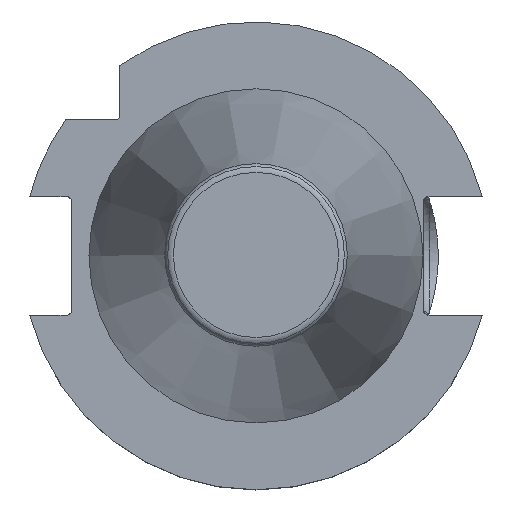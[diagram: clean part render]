
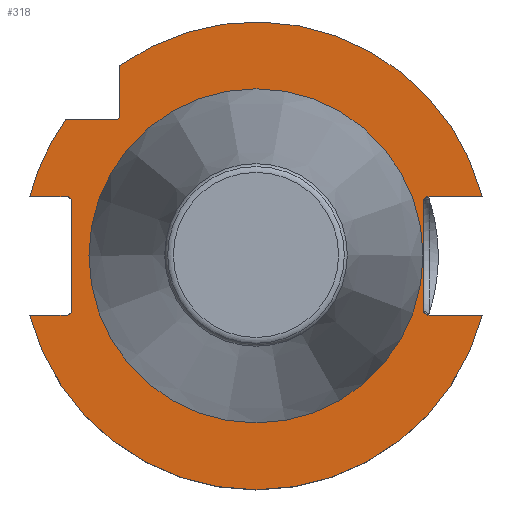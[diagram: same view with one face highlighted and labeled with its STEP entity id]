
A CAD part, top view. The second image highlights one B-rep face of the part: STEP entity #318.
In plain terms, the highlighted planar face has unit normal (0, 0, 1).
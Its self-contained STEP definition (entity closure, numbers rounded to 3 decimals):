
#79=LINE('',#1722,#137);
#81=LINE('',#1775,#139);
#82=LINE('',#1779,#140);
#83=LINE('',#1783,#141);
#84=LINE('',#1787,#142);
#85=LINE('',#1791,#143);
#86=LINE('',#1795,#144);
#87=LINE('',#1799,#145);
#137=VECTOR('',#1374,1.);
#139=VECTOR('',#1406,1.);
#140=VECTOR('',#1409,1.);
#141=VECTOR('',#1412,1.);
#142=VECTOR('',#1415,1.);
#143=VECTOR('',#1418,1.);
#144=VECTOR('',#1421,1.);
#145=VECTOR('',#1424,1.);
#318=ADVANCED_FACE('',(#409,#410),#382,.F.);
#382=PLANE('',#1250);
#409=FACE_BOUND('',#443,.T.);
#410=FACE_BOUND('',#444,.T.);
#443=EDGE_LOOP('',(#541,#542,#543,#544,#545,#546,#547,#548,#549,#550,#551,
#552,#553,#554,#555,#556));
#444=EDGE_LOOP('',(#557));
#541=ORIENTED_EDGE('',*,*,#969,.F.);
#542=ORIENTED_EDGE('',*,*,#981,.F.);
#543=ORIENTED_EDGE('',*,*,#982,.F.);
#544=ORIENTED_EDGE('',*,*,#983,.F.);
#545=ORIENTED_EDGE('',*,*,#984,.T.);
#546=ORIENTED_EDGE('',*,*,#985,.F.);
#547=ORIENTED_EDGE('',*,*,#986,.F.);
#548=ORIENTED_EDGE('',*,*,#987,.F.);
#549=ORIENTED_EDGE('',*,*,#988,.T.);
#550=ORIENTED_EDGE('',*,*,#989,.F.);
#551=ORIENTED_EDGE('',*,*,#990,.T.);
#552=ORIENTED_EDGE('',*,*,#991,.F.);
#553=ORIENTED_EDGE('',*,*,#992,.F.);
#554=ORIENTED_EDGE('',*,*,#993,.F.);
#555=ORIENTED_EDGE('',*,*,#994,.T.);
#556=ORIENTED_EDGE('',*,*,#995,.F.);
#557=ORIENTED_EDGE('',*,*,#976,.T.);
#855=VERTEX_POINT('',#1721);
#856=VERTEX_POINT('',#1723);
#861=VERTEX_POINT('',#1759);
#866=VERTEX_POINT('',#1774);
#867=VERTEX_POINT('',#1776);
#868=VERTEX_POINT('',#1778);
#869=VERTEX_POINT('',#1780);
#870=VERTEX_POINT('',#1782);
#871=VERTEX_POINT('',#1784);
#872=VERTEX_POINT('',#1786);
#873=VERTEX_POINT('',#1788);
#874=VERTEX_POINT('',#1790);
#875=VERTEX_POINT('',#1792);
#876=VERTEX_POINT('',#1794);
#877=VERTEX_POINT('',#1796);
#878=VERTEX_POINT('',#1798);
#879=VERTEX_POINT('',#1800);
#969=EDGE_CURVE('',#855,#856,#79,.T.);
#976=EDGE_CURVE('',#861,#861,#1132,.T.);
#981=EDGE_CURVE('',#866,#855,#1137,.T.);
#982=EDGE_CURVE('',#867,#866,#81,.T.);
#983=EDGE_CURVE('',#868,#867,#1138,.T.);
#984=EDGE_CURVE('',#868,#869,#82,.T.);
#985=EDGE_CURVE('',#870,#869,#1139,.T.);
#986=EDGE_CURVE('',#871,#870,#83,.T.);
#987=EDGE_CURVE('',#872,#871,#1140,.T.);
#988=EDGE_CURVE('',#872,#873,#84,.T.);
#989=EDGE_CURVE('',#874,#873,#1141,.T.);
#990=EDGE_CURVE('',#874,#875,#85,.T.);
#991=EDGE_CURVE('',#876,#875,#1142,.T.);
#992=EDGE_CURVE('',#877,#876,#86,.T.);
#993=EDGE_CURVE('',#878,#877,#1143,.T.);
#994=EDGE_CURVE('',#878,#879,#87,.T.);
#995=EDGE_CURVE('',#856,#879,#1144,.T.);
#1132=CIRCLE('',#1232,22.692);
#1137=CIRCLE('',#1242,0.8);
#1138=CIRCLE('',#1243,31.775);
#1139=CIRCLE('',#1244,0.6);
#1140=CIRCLE('',#1245,31.775);
#1141=CIRCLE('',#1246,0.8);
#1142=CIRCLE('',#1247,0.8);
#1143=CIRCLE('',#1248,31.775);
#1144=CIRCLE('',#1249,0.8);
#1232=AXIS2_PLACEMENT_3D('',#1758,#1384,#1385);
#1242=AXIS2_PLACEMENT_3D('',#1773,#1404,#1405);
#1243=AXIS2_PLACEMENT_3D('',#1777,#1407,#1408);
#1244=AXIS2_PLACEMENT_3D('',#1781,#1410,#1411);
#1245=AXIS2_PLACEMENT_3D('',#1785,#1413,#1414);
#1246=AXIS2_PLACEMENT_3D('',#1789,#1416,#1417);
#1247=AXIS2_PLACEMENT_3D('',#1793,#1419,#1420);
#1248=AXIS2_PLACEMENT_3D('',#1797,#1422,#1423);
#1249=AXIS2_PLACEMENT_3D('',#1801,#1425,#1426);
#1250=AXIS2_PLACEMENT_3D('',#1802,#1427,#1428);
#1374=DIRECTION('',(0.,-1.,0.));
#1384=DIRECTION('',(0.,0.,-1.));
#1385=DIRECTION('',(-1.,0.,0.));
#1404=DIRECTION('',(0.,0.,1.));
#1405=DIRECTION('',(0.,1.,0.));
#1406=DIRECTION('',(-1.,0.,0.));
#1407=DIRECTION('',(0.,0.,-1.));
#1408=DIRECTION('',(-0.582,0.813,0.));
#1409=DIRECTION('',(0.,-1.,0.));
#1410=DIRECTION('',(0.,0.,1.));
#1411=DIRECTION('',(0.,-1.,0.));
#1412=DIRECTION('',(1.,0.,0.));
#1413=DIRECTION('',(0.,0.,-1.));
#1414=DIRECTION('',(-0.967,0.253,0.));
#1415=DIRECTION('',(1.,0.,0.));
#1416=DIRECTION('',(0.,0.,1.));
#1417=DIRECTION('',(1.,0.,0.));
#1418=DIRECTION('',(0.,-1.,0.));
#1419=DIRECTION('',(0.,0.,1.));
#1420=DIRECTION('',(0.,-1.,0.));
#1421=DIRECTION('',(1.,0.,0.));
#1422=DIRECTION('',(0.,0.,-1.));
#1423=DIRECTION('',(0.967,-0.253,0.));
#1424=DIRECTION('',(-1.,0.,0.));
#1425=DIRECTION('',(0.,0.,1.));
#1426=DIRECTION('',(-1.,0.,0.));
#1427=DIRECTION('',(0.,0.,-1.));
#1428=DIRECTION('',(0.,-1.,0.));
#1721=CARTESIAN_POINT('',(22.7,7.25,-3.2));
#1722=CARTESIAN_POINT('',(22.7,7.25,-3.2));
#1723=CARTESIAN_POINT('',(22.7,-7.25,-3.2));
#1758=CARTESIAN_POINT('',(0.,0.,-3.2));
#1759=CARTESIAN_POINT('',(-22.692,0.,-3.2));
#1773=CARTESIAN_POINT('',(23.5,7.25,-3.2));
#1774=CARTESIAN_POINT('',(23.5,8.05,-3.2));
#1775=CARTESIAN_POINT('',(30.738,8.05,-3.2));
#1776=CARTESIAN_POINT('',(30.738,8.05,-3.2));
#1777=CARTESIAN_POINT('',(0.,0.,-3.2));
#1778=CARTESIAN_POINT('',(-18.5,25.834,-3.2));
#1779=CARTESIAN_POINT('',(-18.5,25.834,-3.2));
#1780=CARTESIAN_POINT('',(-18.5,19.1,-3.2));
#1781=CARTESIAN_POINT('',(-19.1,19.1,-3.2));
#1782=CARTESIAN_POINT('',(-19.1,18.5,-3.2));
#1783=CARTESIAN_POINT('',(-25.834,18.5,-3.2));
#1784=CARTESIAN_POINT('',(-25.834,18.5,-3.2));
#1785=CARTESIAN_POINT('',(0.,0.,-3.2));
#1786=CARTESIAN_POINT('',(-30.738,8.05,-3.2));
#1787=CARTESIAN_POINT('',(-30.738,8.05,-3.2));
#1788=CARTESIAN_POINT('',(-25.8,8.05,-3.2));
#1789=CARTESIAN_POINT('',(-25.8,7.25,-3.2));
#1790=CARTESIAN_POINT('',(-25.,7.25,-3.2));
#1791=CARTESIAN_POINT('',(-25.,7.25,-3.2));
#1792=CARTESIAN_POINT('',(-25.,-7.25,-3.2));
#1793=CARTESIAN_POINT('',(-25.8,-7.25,-3.2));
#1794=CARTESIAN_POINT('',(-25.8,-8.05,-3.2));
#1795=CARTESIAN_POINT('',(-30.738,-8.05,-3.2));
#1796=CARTESIAN_POINT('',(-30.738,-8.05,-3.2));
#1797=CARTESIAN_POINT('',(0.,0.,-3.2));
#1798=CARTESIAN_POINT('',(30.738,-8.05,-3.2));
#1799=CARTESIAN_POINT('',(30.738,-8.05,-3.2));
#1800=CARTESIAN_POINT('',(23.5,-8.05,-3.2));
#1801=CARTESIAN_POINT('',(23.5,-7.25,-3.2));
#1802=CARTESIAN_POINT('',(0.,22.692,-3.2));
